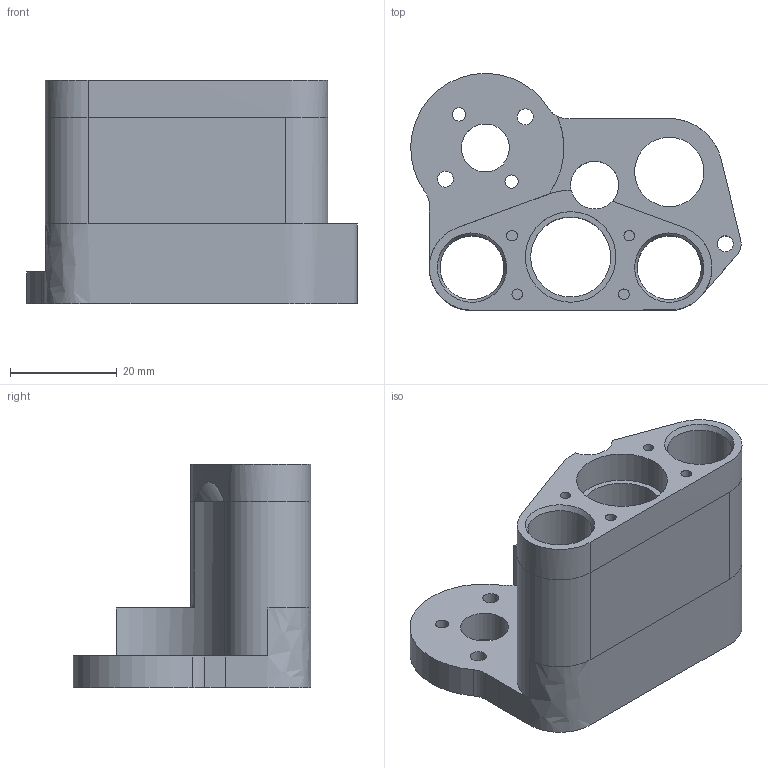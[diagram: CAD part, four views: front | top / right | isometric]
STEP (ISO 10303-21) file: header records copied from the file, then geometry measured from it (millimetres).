
FILE_DESCRIPTION(/* description */ (''),/* implementation_level */ '2;1');
FILE_NAME(/* name */ 'head_4p2_print.step',/* time_stamp */ '2019-07-21T13:29:43+02:00',/* author */ ('mmattia20'),/* organization */ (''),/* preprocessor_version */ 'ST-DEVELOPER v18',/* originating_system */ 'Autodesk Translation Framework v8.2.0.1029',/* authorisation */ '');
FILE_SCHEMA (('AUTOMOTIVE_DESIGN { 1 0 10303 214 3 1 1 }'));
Length unit declared in the file: millimetre
Products named in the file (1): head_4p2_print
Bounding box: 61.98 x 44.5 x 42 mm (x, y, z)
Volume: 28009.3 mm3; surface area: 15814.7 mm2
Topology: 1 solids, 1 shells, 69 faces, 216 edges, 157 vertices
Faces by surface type: cylinder 32, plane 25, bspline 7, cone 5
Full cylindrical faces by diameter (mm): 2 x4, 2.5 x2, 3 x3, 6 x4, 9 x2, 12 x2, 13 x1, 15 x1, 17 x1
Entity records: 3324 total; most frequent: CARTESIAN_POINT 1200, DIRECTION 459, ORIENTED_EDGE 432, EDGE_CURVE 216, AXIS2_PLACEMENT_3D 187, VERTEX_POINT 157, CIRCLE 124, EDGE_LOOP 99
